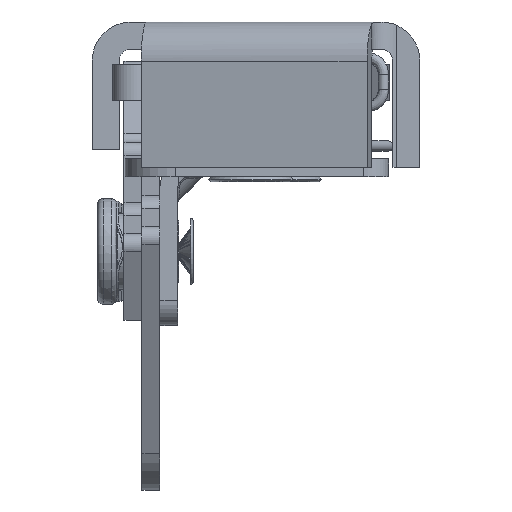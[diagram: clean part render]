
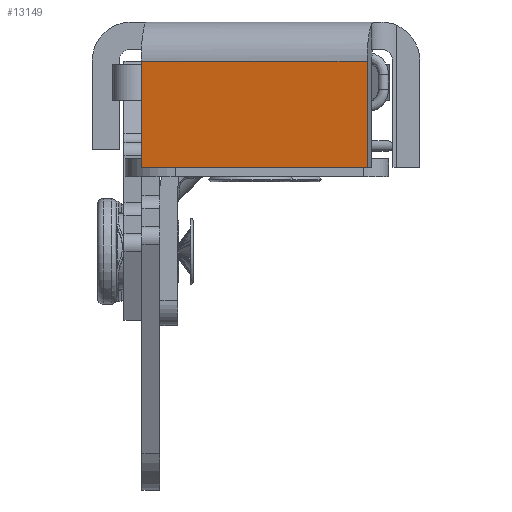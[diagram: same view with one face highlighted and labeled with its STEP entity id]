
A CAD part, left-side view. The second image highlights one B-rep face of the part: STEP entity #13149.
In plain terms, the highlighted planar face has unit normal (-0.985, 0.174, 0).
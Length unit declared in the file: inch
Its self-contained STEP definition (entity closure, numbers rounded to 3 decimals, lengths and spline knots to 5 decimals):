
#1144=PLANE('',#14169);
#1771=FACE_OUTER_BOUND('',#2579,.T.);
#2579=EDGE_LOOP('',(#11665,#11666,#11667,#11668));
#4067=LINE('',#25426,#5038);
#4081=LINE('',#25500,#5052);
#4084=LINE('',#25505,#5055);
#4085=LINE('',#25507,#5056);
#5038=VECTOR('',#16842,0.3937);
#5052=VECTOR('',#16876,0.3937);
#5055=VECTOR('',#16883,0.3937);
#5056=VECTOR('',#16886,0.3937);
#6265=VERTEX_POINT('',#25423);
#6266=VERTEX_POINT('',#25425);
#6283=VERTEX_POINT('',#25490);
#6286=VERTEX_POINT('',#25498);
#8095=EDGE_CURVE('',#6265,#6266,#4067,.T.);
#8119=EDGE_CURVE('',#6286,#6283,#4081,.T.);
#8122=EDGE_CURVE('',#6266,#6286,#4084,.T.);
#8123=EDGE_CURVE('',#6283,#6265,#4085,.T.);
#11665=ORIENTED_EDGE('',*,*,#8123,.F.);
#11666=ORIENTED_EDGE('',*,*,#8119,.F.);
#11667=ORIENTED_EDGE('',*,*,#8122,.F.);
#11668=ORIENTED_EDGE('',*,*,#8095,.F.);
#13149=ADVANCED_FACE('',(#1771),#1144,.F.);
#14169=AXIS2_PLACEMENT_3D('',#25506,#16884,#16885);
#16842=DIRECTION('',(0.,0.,-1.));
#16876=DIRECTION('',(0.,0.,1.));
#16883=DIRECTION('',(0.174,0.985,0.));
#16884=DIRECTION('center_axis',(0.985,-0.174,0.));
#16885=DIRECTION('ref_axis',(0.,0.,-1.));
#16886=DIRECTION('',(-0.174,-0.985,0.));
#25423=CARTESIAN_POINT('',(-1.6759,-0.57736,0.485));
#25425=CARTESIAN_POINT('',(-1.6759,-0.57736,-0.043));
#25426=CARTESIAN_POINT('',(-1.6759,-0.57736,-0.043));
#25490=CARTESIAN_POINT('',(-1.47799,0.54505,0.485));
#25498=CARTESIAN_POINT('',(-1.47799,0.54505,-0.043));
#25500=CARTESIAN_POINT('',(-1.47799,0.54505,0.6795));
#25505=CARTESIAN_POINT('',(-1.47799,0.54505,-0.043));
#25506=CARTESIAN_POINT('Origin',(-1.57695,-0.01615,
0.31825));
#25507=CARTESIAN_POINT('',(-1.6759,-0.57736,0.485));
